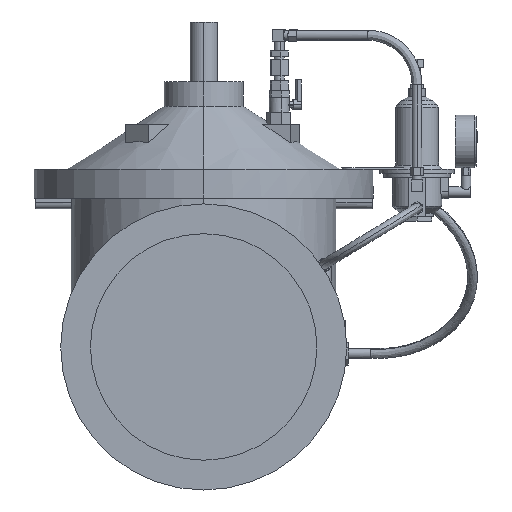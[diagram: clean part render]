
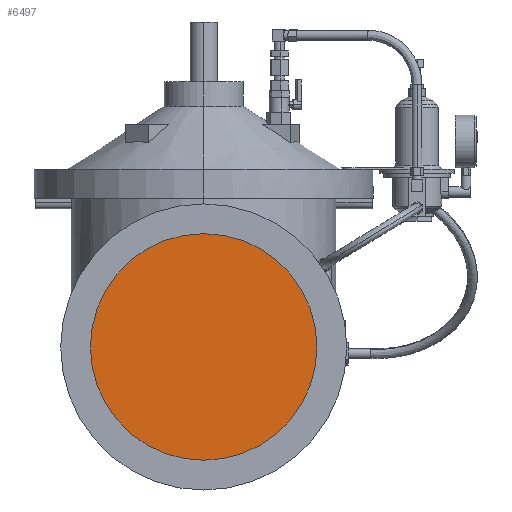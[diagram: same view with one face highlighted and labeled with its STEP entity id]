
A CAD part, left-side view. The second image highlights one B-rep face of the part: STEP entity #6497.
In plain terms, the highlighted planar face has unit normal (-1, 0, 0).
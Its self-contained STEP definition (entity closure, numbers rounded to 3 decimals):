
#3899=EDGE_CURVE('',#5715,#6059,#9575,.T.);
#5715=VERTEX_POINT('',#11597);
#6059=VERTEX_POINT('',#11976);
#6497=ADVANCED_FACE('',(#12462),#12463,.T.);
#8137=EDGE_CURVE('',#6059,#5715,#14281,.T.);
#9575=CIRCLE('',#17001,137.0);
#11597=CARTESIAN_POINT('',(-300.0,0.,137.0));
#11976=CARTESIAN_POINT('',(-300.0,0.0,-137.0));
#12462=FACE_OUTER_BOUND('',#22460,.T.);
#12463=PLANE('',#22461);
#14281=CIRCLE('',#27511,137.0);
#17001=AXIS2_PLACEMENT_3D('',#29982,#29983,#29984);
#22460=EDGE_LOOP('',(#33287,#33288));
#22461=AXIS2_PLACEMENT_3D('',#33289,#33290,#33291);
#27511=AXIS2_PLACEMENT_3D('',#35293,#35294,#35295);
#29982=CARTESIAN_POINT('',(-300.0,0.0,0.0));
#29983=DIRECTION('',(-1.0,0.0,0.0));
#29984=DIRECTION('',(0.0,0.0,-1.0));
#33287=ORIENTED_EDGE('',*,*,#8137,.T.);
#33288=ORIENTED_EDGE('',*,*,#3899,.T.);
#33289=CARTESIAN_POINT('',(-300.0,0.0,0.0));
#33290=DIRECTION('',(-1.0,0.0,0.0));
#33291=DIRECTION('',(0.0,0.0,1.0));
#35293=CARTESIAN_POINT('',(-300.0,0.0,0.0));
#35294=DIRECTION('',(-1.0,0.0,0.0));
#35295=DIRECTION('',(0.0,0.0,-1.0));
